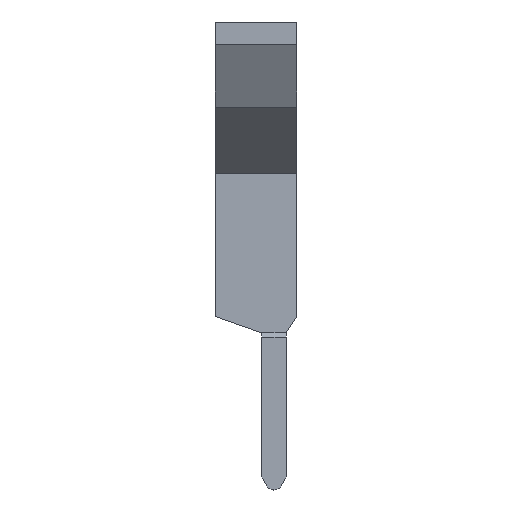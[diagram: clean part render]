
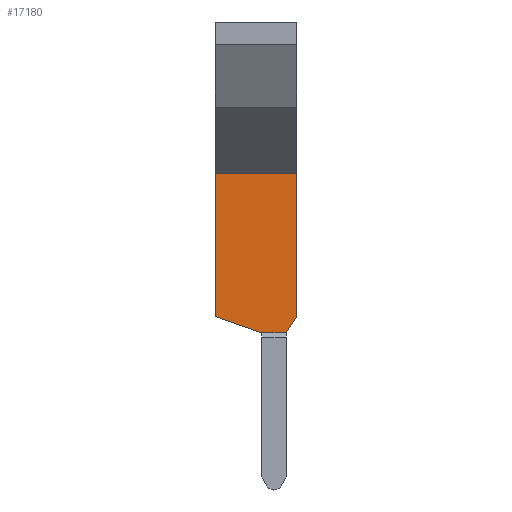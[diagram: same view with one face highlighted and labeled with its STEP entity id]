
A CAD part, front view. The second image highlights one B-rep face of the part: STEP entity #17180.
In plain terms, the highlighted face is planar.
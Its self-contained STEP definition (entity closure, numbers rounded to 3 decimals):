
#1720=CARTESIAN_POINT('',(34.903,7.609,0.));
#1730=VERTEX_POINT('',#1720);
#1760=CARTESIAN_POINT('',(34.903,0.,0.));
#1770=DIRECTION('',(0.,-1.,0.));
#1780=VECTOR('',#1770,1.);
#1790=LINE('',#1760,#1780);
#1800=CARTESIAN_POINT('',(34.903,-1.15,0.));
#1810=VERTEX_POINT('',#1800);
#1820=EDGE_CURVE('',#1730,#1810,#1790,.T.);
#4510=CARTESIAN_POINT('',(34.903,-1.15,5.));
#4520=VERTEX_POINT('',#4510);
#4550=CARTESIAN_POINT('',(34.903,0.,5.));
#4560=DIRECTION('',(0.,-1.,0.));
#4570=VECTOR('',#4560,1.);
#4580=LINE('',#4550,#4570);
#4590=CARTESIAN_POINT('',(34.903,7.609,5.));
#4600=VERTEX_POINT('',#4590);
#4610=EDGE_CURVE('',#4600,#4520,#4580,.T.);
#7010=CARTESIAN_POINT('',(34.903,-2.15,2.85));
#7020=VERTEX_POINT('',#7010);
#7070=CARTESIAN_POINT('',(34.903,-2.15,0.));
#7080=DIRECTION('',(0.,0.,1.));
#7090=VECTOR('',#7080,1.);
#7100=LINE('',#7070,#7090);
#7110=CARTESIAN_POINT('',(34.903,-2.15,4.35));
#7120=VERTEX_POINT('',#7110);
#7130=EDGE_CURVE('',#7020,#7120,#7100,.T.);
#9010=CARTESIAN_POINT('',(34.903,7.609,0.));
#9020=DIRECTION('',(0.,0.,-1.));
#9030=VECTOR('',#9020,1.);
#9040=LINE('',#9010,#9030);
#9050=EDGE_CURVE('',#4600,#1730,#9040,.T.);
#16950=CARTESIAN_POINT('',(34.903,-2.15,0.));
#16960=DIRECTION('',(-1.,0.,0.));
#16970=DIRECTION('',(0.,1.,0.));
#16980=AXIS2_PLACEMENT_3D('',#16950,#16960,#16970);
#16990=PLANE('',#16980);
#17000=ORIENTED_EDGE('',*,*,#9050,.T.);
#17010=ORIENTED_EDGE('',*,*,#4610,.F.);
#17020=CARTESIAN_POINT('',(34.903,0.,5.747));
#17030=DIRECTION('',(0.,0.838,0.545));
#17040=VECTOR('',#17030,1.);
#17050=LINE('',#17020,#17040);
#17060=EDGE_CURVE('',#7120,#4520,#17050,.T.);
#17070=ORIENTED_EDGE('',*,*,#17060,.T.);
#17080=ORIENTED_EDGE('',*,*,#7130,.T.);
#17090=CARTESIAN_POINT('',(34.903,-1.15,0.));
#17100=DIRECTION('',(0.,-0.331,0.944));
#17110=VECTOR('',#17100,1.);
#17120=LINE('',#17090,#17110);
#17130=EDGE_CURVE('',#1810,#7020,#17120,.T.);
#17140=ORIENTED_EDGE('',*,*,#17130,.T.);
#17150=ORIENTED_EDGE('',*,*,#1820,.T.);
#17160=EDGE_LOOP('',(#17150,#17140,#17080,#17070,#17010,#17000));
#17170=FACE_OUTER_BOUND('',#17160,.T.);
#17180=ADVANCED_FACE('',(#17170),#16990,.T.);
